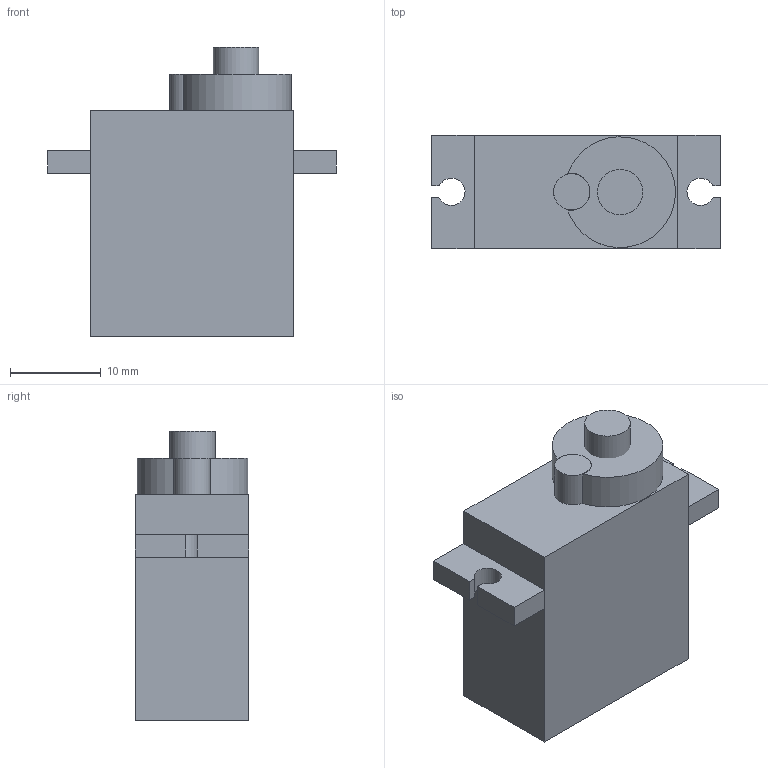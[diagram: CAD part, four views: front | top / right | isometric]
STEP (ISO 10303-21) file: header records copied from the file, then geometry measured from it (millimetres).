
FILE_DESCRIPTION(/* description */ (''),/* implementation_level */ '2;1');
FILE_NAME(/* name */ 'SG90 Servo Beffkipp v3.step',/* time_stamp */ '2025-07-11T09:53:59-04:00',/* author */ (''),/* organization */ (''),/* preprocessor_version */ 'ST-DEVELOPER v20.1',/* originating_system */ 'Autodesk Translation Framework v14.10.0.0',/* authorisation */ '');
FILE_SCHEMA (('AUTOMOTIVE_DESIGN { 1 0 10303 214 3 1 1 }'));
Length unit declared in the file: inch
Products named in the file (7): SG90 Servo Beffkipp; Component1; Component2; Component3; Component4; Component5; Component6
Assembly tree (6 placements, depth 2):
  SG90 Servo Beffkipp
    Component1
    Component2
    Component3
    Component4
    Component5
    Component6
Bounding box: 31.8 x 12.5 x 31.88 mm (x, y, z)
Volume: 7840.2 mm3; surface area: 3319.8 mm2
Topology: 6 solids, 6 shells, 36 faces, 72 edges, 48 vertices
Faces by surface type: plane 30, cylinder 6
Full cylindrical faces by diameter (mm): 3.997 x1, 5 x1
Entity records: 1157 total; most frequent: DIRECTION 182, CARTESIAN_POINT 169, ORIENTED_EDGE 144, EDGE_CURVE 72, AXIS2_PLACEMENT_3D 61, LINE 60, VECTOR 60, VERTEX_POINT 48
